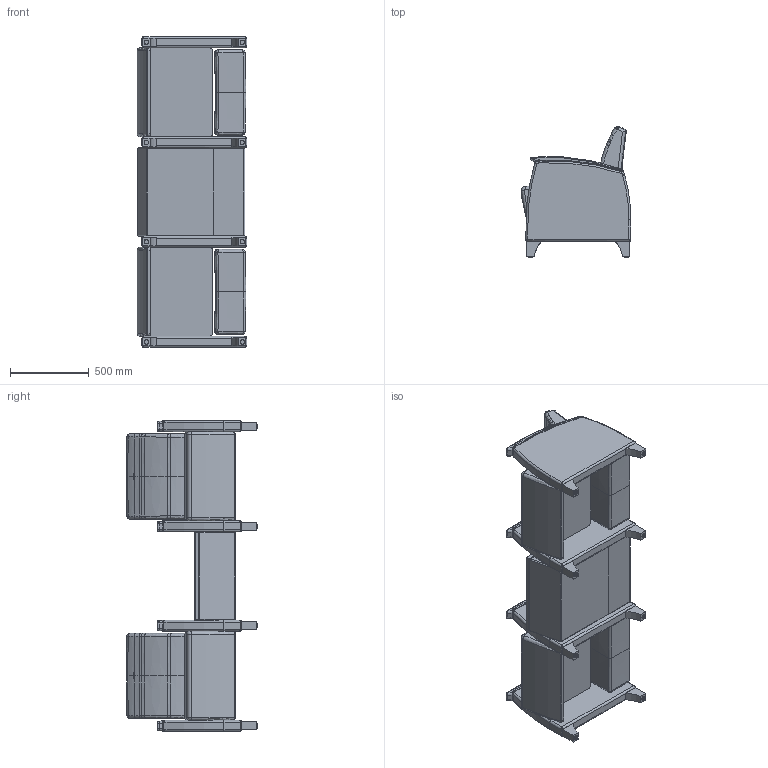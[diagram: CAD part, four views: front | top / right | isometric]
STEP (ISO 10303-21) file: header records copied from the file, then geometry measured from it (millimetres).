
FILE_DESCRIPTION(/* description */ (''),/* implementation_level */ '2;1');
FILE_NAME(/* name */ 'KOU20ITJ.stp',/* time_stamp */ '2017-09-12T16:16:16-04:00',/* author */ ('emehringer'),/* organization */ (''),/* preprocessor_version */ 'ST-DEVELOPER v16.5',/* originating_system */ 'Autodesk Inventor 2017',/* authorisation */ '');
FILE_SCHEMA (('AUTOMOTIVE_DESIGN { 1 0 10303 214 3 1 1 }'));
Length unit declared in the file: inch
Products named in the file (11): KOU20ITU-W (SYMBOL); KDIT GENERIC; KD UBASE; KDI TOP GENERIC; KOU10 SEAT; KOU10 NEW BACK; KOD10 ARM2; NEW KOU LEG; NEW KOU LEG_1; GLIDE APFAA06-1; E1010 MAC BLK
Assembly tree (25 placements, depth 3):
  KOU20ITU-W (SYMBOL)
    KDIT GENERIC
      KD UBASE
      KDI TOP GENERIC
    KOU10 SEAT  x2
    KOU10 NEW BACK  x2
    KOD10 ARM2  x4
    NEW KOU LEG  x8
      NEW KOU LEG_1
      GLIDE APFAA06-1
    E1010 MAC BLK  x4
Bounding box: 694.61 x 828.37 x 1968.5 mm (x, y, z)
Volume: 372465351.7 mm3; surface area: 9746533.2 mm2
Topology: 62 solids, 62 shells, 1114 faces, 2526 edges, 1528 vertices
Faces by surface type: plane 383, bspline 246, cylinder 231, cone 128, torus 114, sphere 12
Full cylindrical faces by diameter (mm): 4.366 x12, 10.77 x8, 16.002 x8, 19.05 x8, 28.575 x8
Entity records: 12558 total; most frequent: CARTESIAN_POINT 5675, DIRECTION 1380, ORIENTED_EDGE 1356, EDGE_CURVE 678, AXIS2_PLACEMENT_3D 604, VERTEX_POINT 402, EDGE_LOOP 328, CIRCLE 318
